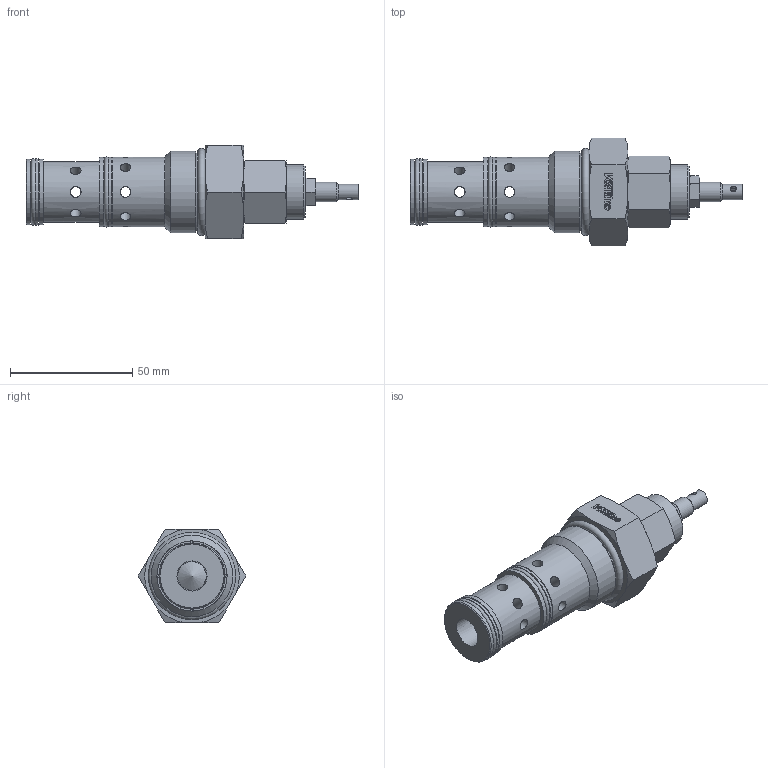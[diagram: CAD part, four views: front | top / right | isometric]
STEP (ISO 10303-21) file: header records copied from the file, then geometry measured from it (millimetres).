
FILE_DESCRIPTION((''),'2;1');
FILE_NAME('2716.stp','2015-02-05T10:11:00',('jml'),(''),'Autodesk Inventor 2010','Autodesk Inventor 2010','');
FILE_SCHEMA(('AUTOMOTIVE_DESIGN { 1 0 10303 214 1 1 1 1 }'));
Length unit declared in the file: inch
Products named in the file (12): 2716 (LevelofDetail1); 220874; 220834; 220835; 009 O-RING; 021 O-RING; 021 BACKUP; 022 O-RING; 022 BACKUP; 910 O-RING; 916 O-RING; 990172
Assembly tree (11 placements, depth 2):
  2716 (LevelofDetail1)
    220874
    220834
    220835
    009 O-RING
    021 O-RING
    021 BACKUP
    022 O-RING
    022 BACKUP
    910 O-RING
    916 O-RING
    990172
Bounding box: 135.64 x 43.99 x 38.1 mm (x, y, z)
Volume: 67796.5 mm3; surface area: 27129.7 mm2
Topology: 11 solids, 11 shells, 267 faces, 686 edges, 453 vertices
Faces by surface type: plane 134, cone 58, cylinder 57, bspline 12, torus 6
Full cylindrical faces by diameter (mm): 1.392 x1, 2.438 x2, 4.343 x16, 5.537 x1, 6.274 x1, 6.35 x1, 7.874 x1, 7.925 x1, 8.255 x1, 11.794 x1, 12.522 x1, 19.685 x1, 22.098 x1, 22.225 x1, 24.359 x1, 24.435 x1, 24.892 x1, 25.857 x1, 25.908 x1, 26.924 x2, 26.975 x1, 28.524 x2, 28.55 x1, 30.404 x1, 33.325 x1
Entity records: 9240 total; most frequent: CARTESIAN_POINT 2844, ORIENTED_EDGE 1184, DIRECTION 1177, EDGE_CURVE 592, AXIS2_PLACEMENT_3D 449, VERTEX_POINT 434, EDGE_LOOP 410, VECTOR 279
